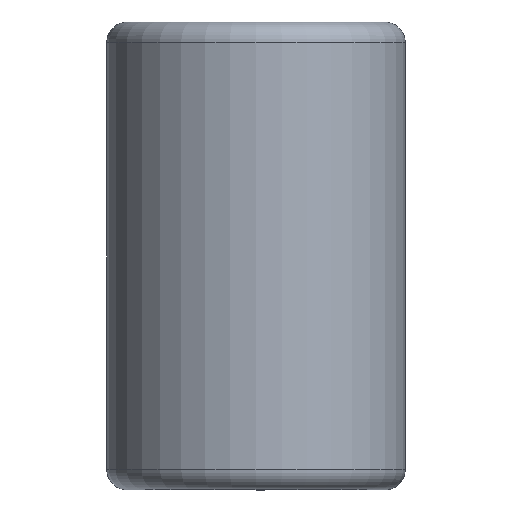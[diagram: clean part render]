
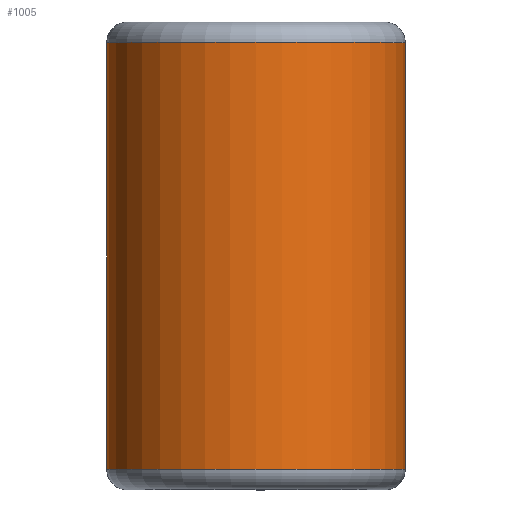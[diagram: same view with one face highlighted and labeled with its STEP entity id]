
A CAD part, top view. The second image highlights one B-rep face of the part: STEP entity #1005.
In plain terms, the highlighted cylindrical face has radius 5.575 mm (diameter 11.151 mm), a partial arc.
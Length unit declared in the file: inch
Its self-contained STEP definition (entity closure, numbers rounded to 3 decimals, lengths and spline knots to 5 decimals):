
#42 = CARTESIAN_POINT ( 'NONE',  ( 0., 0.31375, 0. ) ) ;
#90 = CARTESIAN_POINT ( 'NONE',  ( 0., 0.31375, -0.2195 ) ) ;
#120 = VERTEX_POINT ( 'NONE', #1882 ) ;
#146 = CARTESIAN_POINT ( 'NONE',  ( 0.2195, 0.31375, 0. ) ) ;
#194 = ORIENTED_EDGE ( 'NONE', *, *, #625, .T. ) ;
#228 = DIRECTION ( 'NONE',  ( 0., 0., -1. ) ) ;
#330 = VERTEX_POINT ( 'NONE', #1894 ) ;
#331 = EDGE_CURVE ( 'NONE', #1533, #412, #2271, .T. ) ;
#385 = FACE_OUTER_BOUND ( 'NONE', #816, .T. ) ;
#412 = VERTEX_POINT ( 'NONE', #2281 ) ;
#534 = ORIENTED_EDGE ( 'NONE', *, *, #2055, .F. ) ;
#625 = EDGE_CURVE ( 'NONE', #1533, #120, #2106, .T. ) ;
#644 = CYLINDRICAL_SURFACE ( 'NONE', #1724, 0.2195 ) ;
#718 = DIRECTION ( 'NONE',  ( 0., -1., 0. ) ) ;
#768 = CARTESIAN_POINT ( 'NONE',  ( 0.2195, -0.31375, 0. ) ) ;
#796 = CARTESIAN_POINT ( 'NONE',  ( 0., -0.31375, 0. ) ) ;
#816 = EDGE_LOOP ( 'NONE', ( #194, #1472, #534, #1100 ) ) ;
#852 = EDGE_CURVE ( 'NONE', #120, #330, #2245, .T. ) ;
#982 = DIRECTION ( 'NONE',  ( 0., 0., -1. ) ) ;
#1001 = LINE ( 'NONE', #90, #1497 ) ;
#1005 = ADVANCED_FACE ( 'NONE', ( #385 ), #644, .T. ) ;
#1063 = VECTOR ( 'NONE', #1430, 39.37008 ) ;
#1100 = ORIENTED_EDGE ( 'NONE', *, *, #331, .F. ) ;
#1193 = DIRECTION ( 'NONE',  ( 0., 1., 0. ) ) ;
#1320 = DIRECTION ( 'NONE',  ( 0., -1., 0. ) ) ;
#1430 = DIRECTION ( 'NONE',  ( 0., 1., 0. ) ) ;
#1472 = ORIENTED_EDGE ( 'NONE', *, *, #852, .T. ) ;
#1497 = VECTOR ( 'NONE', #1193, 39.37008 ) ;
#1533 = VERTEX_POINT ( 'NONE', #768 ) ;
#1644 = DIRECTION ( 'NONE',  ( 0., 0., -1. ) ) ;
#1724 = AXIS2_PLACEMENT_3D ( 'NONE', #1818, #718, #1644 ) ;
#1818 = CARTESIAN_POINT ( 'NONE',  ( 0., 0.3125, 0. ) ) ;
#1882 = CARTESIAN_POINT ( 'NONE',  ( 0.2195, 0.31375, 0. ) ) ;
#1894 = CARTESIAN_POINT ( 'NONE',  ( 0., 0.31375, -0.2195 ) ) ;
#2009 = AXIS2_PLACEMENT_3D ( 'NONE', #42, #1320, #228 ) ;
#2055 = EDGE_CURVE ( 'NONE', #412, #330, #1001, .T. ) ;
#2096 = DIRECTION ( 'NONE',  ( 0., -1., 0. ) ) ;
#2106 = LINE ( 'NONE', #146, #1063 ) ;
#2245 = CIRCLE ( 'NONE', #2009, 0.2195 ) ;
#2262 = AXIS2_PLACEMENT_3D ( 'NONE', #796, #2096, #982 ) ;
#2271 = CIRCLE ( 'NONE', #2262, 0.2195 ) ;
#2281 = CARTESIAN_POINT ( 'NONE',  ( 0., -0.31375, -0.2195 ) ) ;
